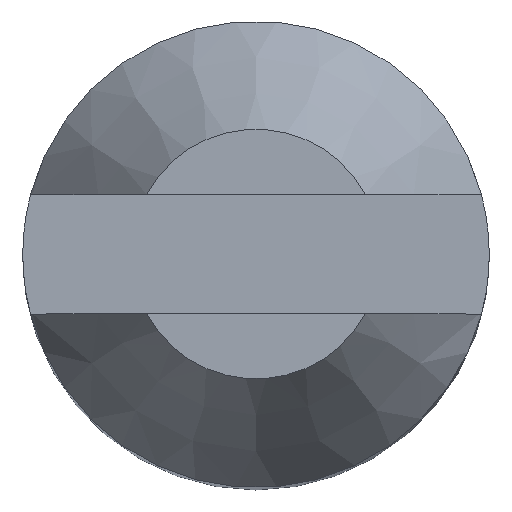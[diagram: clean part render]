
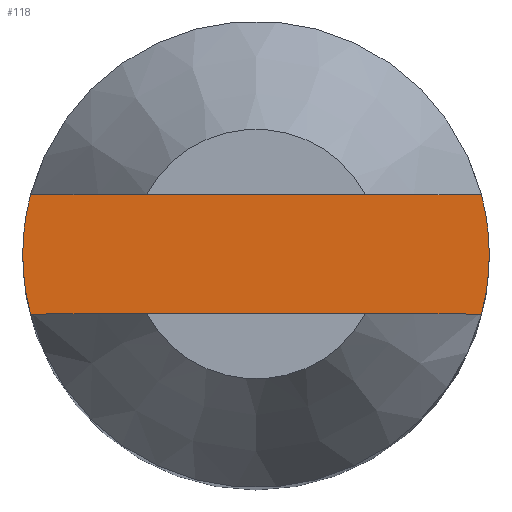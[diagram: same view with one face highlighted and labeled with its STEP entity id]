
A CAD part, top view. The second image highlights one B-rep face of the part: STEP entity #118.
In plain terms, the highlighted face is planar.
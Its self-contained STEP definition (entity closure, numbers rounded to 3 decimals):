
#59=CARTESIAN_POINT('',(-0.,11.1,-0.));
#60=DIRECTION('',(0.,-1.,0.));
#61=DIRECTION('',(-1.,0.,0.));
#62=AXIS2_PLACEMENT_3D('',#59,#60,#61);
#63=PLANE('',#62);
#64=CARTESIAN_POINT('',(-2.078,11.1,-0.55));
#65=VERTEX_POINT('',#64);
#66=CARTESIAN_POINT('',(2.078,11.1,-0.55));
#67=VERTEX_POINT('',#66);
#68=CARTESIAN_POINT('',(-12346.03,11.1,-0.55));
#69=DIRECTION('',(1.,0.,0.));
#70=VECTOR('',#69,24690.);
#71=LINE('',#68,#70);
#72=EDGE_CURVE('',#65,#67,#71,.T.);
#73=ORIENTED_EDGE('',*,*,#72,.F.);
#74=CARTESIAN_POINT('',(-2.15,11.1,0.));
#75=VERTEX_POINT('',#74);
#76=CARTESIAN_POINT('',(-0.,11.1,0.));
#77=DIRECTION('',(-0.,1.,-0.));
#78=DIRECTION('',(-1.,-0.,-0.));
#79=AXIS2_PLACEMENT_3D('',#76,#77,#78);
#80=CIRCLE('',#79,2.15);
#81=EDGE_CURVE('',#65,#75,#80,.T.);
#82=ORIENTED_EDGE('',*,*,#81,.T.);
#83=CARTESIAN_POINT('',(-2.078,11.1,0.55));
#84=VERTEX_POINT('',#83);
#85=CARTESIAN_POINT('',(-0.,11.1,0.));
#86=DIRECTION('',(-0.,1.,-0.));
#87=DIRECTION('',(-1.,-0.,-0.));
#88=AXIS2_PLACEMENT_3D('',#85,#86,#87);
#89=CIRCLE('',#88,2.15);
#90=EDGE_CURVE('',#75,#84,#89,.T.);
#91=ORIENTED_EDGE('',*,*,#90,.T.);
#92=CARTESIAN_POINT('',(2.078,11.1,0.55));
#93=VERTEX_POINT('',#92);
#94=CARTESIAN_POINT('',(-12343.97,11.1,0.55));
#95=DIRECTION('',(1.,-0.,0.));
#96=VECTOR('',#95,24690.);
#97=LINE('',#94,#96);
#98=EDGE_CURVE('',#84,#93,#97,.T.);
#99=ORIENTED_EDGE('',*,*,#98,.T.);
#100=CARTESIAN_POINT('',(2.15,11.1,0.));
#101=VERTEX_POINT('',#100);
#102=CARTESIAN_POINT('',(-0.,11.1,0.));
#103=DIRECTION('',(-0.,1.,-0.));
#104=DIRECTION('',(-1.,-0.,-0.));
#105=AXIS2_PLACEMENT_3D('',#102,#103,#104);
#106=CIRCLE('',#105,2.15);
#107=EDGE_CURVE('',#93,#101,#106,.T.);
#108=ORIENTED_EDGE('',*,*,#107,.T.);
#109=CARTESIAN_POINT('',(-0.,11.1,0.));
#110=DIRECTION('',(-0.,1.,-0.));
#111=DIRECTION('',(-1.,-0.,-0.));
#112=AXIS2_PLACEMENT_3D('',#109,#110,#111);
#113=CIRCLE('',#112,2.15);
#114=EDGE_CURVE('',#101,#67,#113,.T.);
#115=ORIENTED_EDGE('',*,*,#114,.T.);
#116=EDGE_LOOP('',(#73,#82,#91,#99,#108,#115));
#117=FACE_BOUND('',#116,.T.);
#118=ADVANCED_FACE('',(#117),#63,.F.);
